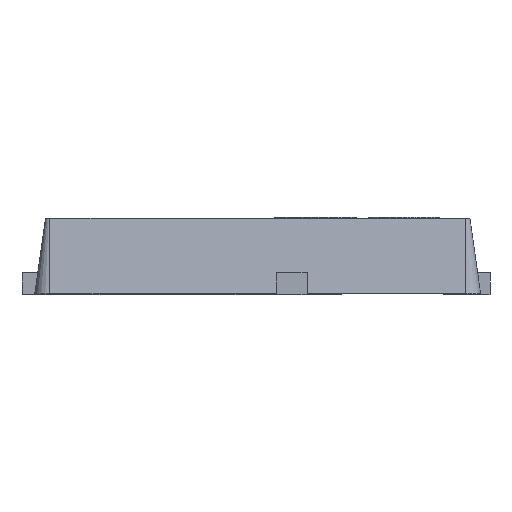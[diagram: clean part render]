
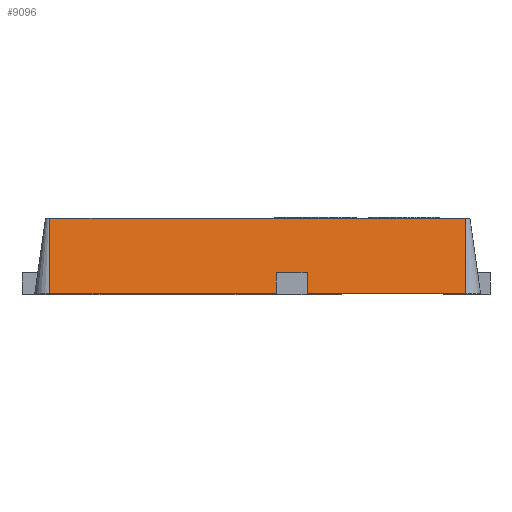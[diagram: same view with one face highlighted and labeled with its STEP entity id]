
A CAD part, left-side view. The second image highlights one B-rep face of the part: STEP entity #9096.
In plain terms, the highlighted planar face has unit normal (-0.99, 0, 0.139).
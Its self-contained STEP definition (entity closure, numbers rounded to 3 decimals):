
#1139 = CARTESIAN_POINT ( 'NONE',  ( -2.45, -0.245, -1. ) ) ;
#1204 = CARTESIAN_POINT ( 'NONE',  ( -2.309, -2.75, 0. ) ) ;
#1288 = EDGE_CURVE ( 'NONE', #10826, #7319, #13849, .T. ) ;
#1561 = LINE ( 'NONE', #6038, #11147 ) ;
#1831 = VECTOR ( 'NONE', #13459, 1000. ) ;
#1913 = CARTESIAN_POINT ( 'NONE',  ( -2.45, 2.75, -1. ) ) ;
#2245 = ORIENTED_EDGE ( 'NONE', *, *, #1288, .T. ) ;
#2372 = CARTESIAN_POINT ( 'NONE',  ( -2.45, -0.655, -1. ) ) ;
#2896 = CARTESIAN_POINT ( 'NONE',  ( -2.411, 2.95, -0.72 ) ) ;
#3044 = VERTEX_POINT ( 'NONE', #9048 ) ;
#3365 = CARTESIAN_POINT ( 'NONE',  ( -2.45, -2.75, -1. ) ) ;
#3441 = LINE ( 'NONE', #2372, #5713 ) ;
#3530 = EDGE_CURVE ( 'NONE', #11479, #13918, #3441, .T. ) ;
#3683 = EDGE_LOOP ( 'NONE', ( #9898, #13990, #8580, #10831, #5912, #8896, #8882, #2245 ) ) ;
#3713 = CARTESIAN_POINT ( 'NONE',  ( -2.45, 2.75, -1. ) ) ;
#3727 = DIRECTION ( 'NONE',  ( -0.99, 0., 0.139 ) ) ;
#3853 = LINE ( 'NONE', #13535, #1831 ) ;
#4901 = VECTOR ( 'NONE', #11788, 1000. ) ;
#4917 = VECTOR ( 'NONE', #8141, 1000. ) ;
#5051 = EDGE_CURVE ( 'NONE', #7670, #10826, #7475, .T. ) ;
#5316 = EDGE_CURVE ( 'NONE', #13918, #3044, #10488, .T. ) ;
#5361 = CARTESIAN_POINT ( 'NONE',  ( -2.45, -2.75, -1. ) ) ;
#5444 = CARTESIAN_POINT ( 'NONE',  ( -2.45, 2.95, -1. ) ) ;
#5479 = VECTOR ( 'NONE', #9567, 1000. ) ;
#5713 = VECTOR ( 'NONE', #11108, 1000. ) ;
#5836 = EDGE_CURVE ( 'NONE', #11479, #9329, #13511, .T. ) ;
#5912 = ORIENTED_EDGE ( 'NONE', *, *, #11163, .T. ) ;
#6038 = CARTESIAN_POINT ( 'NONE',  ( -2.45, -0.245, -1. ) ) ;
#6099 = DIRECTION ( 'NONE',  ( -0.139, 0., -0.99 ) ) ;
#6502 = VECTOR ( 'NONE', #12953, 1000. ) ;
#6678 = CARTESIAN_POINT ( 'NONE',  ( -2.411, -0.655, -0.72 ) ) ;
#7319 = VERTEX_POINT ( 'NONE', #1139 ) ;
#7475 = LINE ( 'NONE', #1913, #4901 ) ;
#7670 = VERTEX_POINT ( 'NONE', #13036 ) ;
#7953 = DIRECTION ( 'NONE',  ( 0.139, 0., 0.99 ) ) ;
#8107 = CARTESIAN_POINT ( 'NONE',  ( -2.45, 2.95, -1. ) ) ;
#8141 = DIRECTION ( 'NONE',  ( 0., -1., 0. ) ) ;
#8208 = CARTESIAN_POINT ( 'NONE',  ( -2.45, 2.95, -1. ) ) ;
#8580 = ORIENTED_EDGE ( 'NONE', *, *, #3530, .F. ) ;
#8882 = ORIENTED_EDGE ( 'NONE', *, *, #5051, .T. ) ;
#8896 = ORIENTED_EDGE ( 'NONE', *, *, #11597, .F. ) ;
#9048 = CARTESIAN_POINT ( 'NONE',  ( -2.411, -0.245, -0.72 ) ) ;
#9051 = FACE_OUTER_BOUND ( 'NONE', #3683, .T. ) ;
#9096 = ADVANCED_FACE ( 'NONE', ( #9051 ), #12320, .T. ) ;
#9329 = VERTEX_POINT ( 'NONE', #3365 ) ;
#9567 = DIRECTION ( 'NONE',  ( 0.139, 0., 0.99 ) ) ;
#9898 = ORIENTED_EDGE ( 'NONE', *, *, #10623, .F. ) ;
#10488 = LINE ( 'NONE', #2896, #6502 ) ;
#10623 = EDGE_CURVE ( 'NONE', #3044, #7319, #1561, .T. ) ;
#10777 = LINE ( 'NONE', #5361, #5479 ) ;
#10826 = VERTEX_POINT ( 'NONE', #3713 ) ;
#10831 = ORIENTED_EDGE ( 'NONE', *, *, #5836, .T. ) ;
#11108 = DIRECTION ( 'NONE',  ( 0.139, 0., 0.99 ) ) ;
#11147 = VECTOR ( 'NONE', #6099, 1000. ) ;
#11163 = EDGE_CURVE ( 'NONE', #9329, #13528, #10777, .T. ) ;
#11244 = VECTOR ( 'NONE', #12994, 1000. ) ;
#11479 = VERTEX_POINT ( 'NONE', #12891 ) ;
#11597 = EDGE_CURVE ( 'NONE', #7670, #13528, #3853, .T. ) ;
#11788 = DIRECTION ( 'NONE',  ( -0.139, 0., -0.99 ) ) ;
#12320 = PLANE ( 'NONE',  #13211 ) ;
#12891 = CARTESIAN_POINT ( 'NONE',  ( -2.45, -0.655, -1. ) ) ;
#12953 = DIRECTION ( 'NONE',  ( 0., 1., 0. ) ) ;
#12994 = DIRECTION ( 'NONE',  ( 0., -1., 0. ) ) ;
#13036 = CARTESIAN_POINT ( 'NONE',  ( -2.309, 2.75, 0. ) ) ;
#13211 = AXIS2_PLACEMENT_3D ( 'NONE', #8107, #3727, #7953 ) ;
#13459 = DIRECTION ( 'NONE',  ( 0., -1., 0. ) ) ;
#13511 = LINE ( 'NONE', #8208, #4917 ) ;
#13528 = VERTEX_POINT ( 'NONE', #1204 ) ;
#13535 = CARTESIAN_POINT ( 'NONE',  ( -2.309, 0., 0. ) ) ;
#13849 = LINE ( 'NONE', #5444, #11244 ) ;
#13918 = VERTEX_POINT ( 'NONE', #6678 ) ;
#13990 = ORIENTED_EDGE ( 'NONE', *, *, #5316, .F. ) ;
